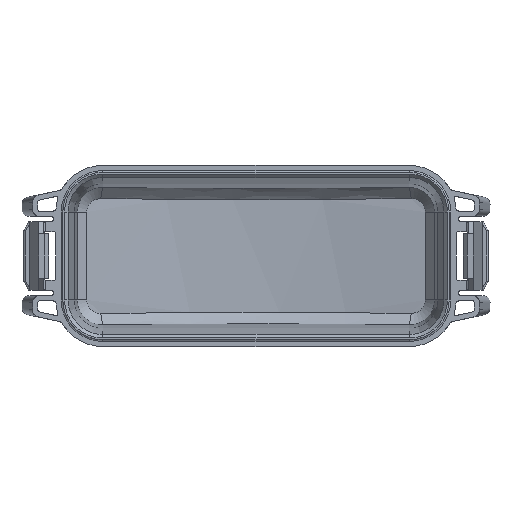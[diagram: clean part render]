
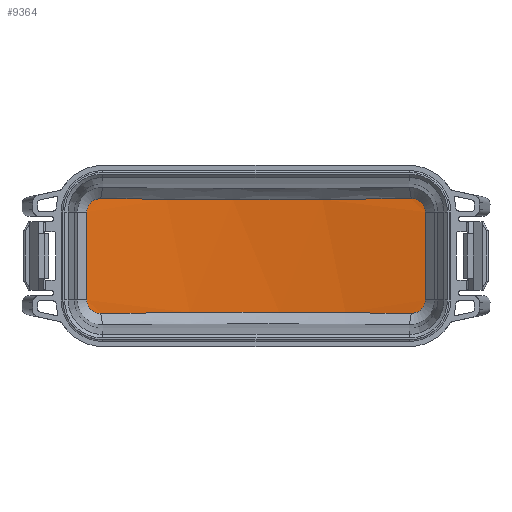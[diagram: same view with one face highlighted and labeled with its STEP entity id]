
A CAD part, front view. The second image highlights one B-rep face of the part: STEP entity #9364.
In plain terms, the highlighted cylindrical face has radius 281.623 mm (diameter 563.246 mm), a partial arc.
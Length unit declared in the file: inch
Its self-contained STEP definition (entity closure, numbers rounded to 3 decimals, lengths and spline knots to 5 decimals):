
#737=CARTESIAN_POINT('',(1.77306,1.11716,-0.65573));
#738=CARTESIAN_POINT('',(1.78223,1.11567,-0.65587));
#739=CARTESIAN_POINT('',(1.80204,1.11243,-0.6544));
#740=CARTESIAN_POINT('',(1.83157,1.10753,-0.6465));
#741=CARTESIAN_POINT('',(1.8602,1.10269,-0.63216));
#742=CARTESIAN_POINT('',(1.88526,1.0984,-0.61236));
#743=CARTESIAN_POINT('',(1.90573,1.09484,-0.58793));
#744=CARTESIAN_POINT('',(1.92073,1.09221,-0.55989));
#745=CARTESIAN_POINT('',(1.92923,1.09071,-0.53076));
#746=CARTESIAN_POINT('',(1.93102,1.09039,-0.51112));
#747=CARTESIAN_POINT('',(1.93101,1.09039,-0.50197));
#749=CARTESIAN_POINT('',(-1.77306,1.11716,
-0.65573));
#750=CARTESIAN_POINT('',(-1.5795,1.14852,
-0.65302));
#751=CARTESIAN_POINT('',(-1.18806,1.20131,
-0.64845));
#752=CARTESIAN_POINT('',(-0.59616,1.24916,
-0.64432));
#753=CARTESIAN_POINT('',(0.00015,1.26519,
-0.64293));
#754=CARTESIAN_POINT('',(0.59646,1.24914,
-0.64432));
#755=CARTESIAN_POINT('',(1.18826,1.20128,-0.64846));
#756=CARTESIAN_POINT('',(1.5796,1.1485,-0.65302));
#757=CARTESIAN_POINT('',(1.77306,1.11716,-0.65573));
#759=CARTESIAN_POINT('',(-1.93101,1.09039,
-0.50197));
#760=CARTESIAN_POINT('',(-1.93102,1.09039,
-0.511));
#761=CARTESIAN_POINT('',(-1.92926,1.0907,
-0.53052));
#762=CARTESIAN_POINT('',(-1.92086,1.09219,
-0.55955));
#763=CARTESIAN_POINT('',(-1.90593,1.09481,
-0.58762));
#764=CARTESIAN_POINT('',(-1.88553,1.09835,
-0.6121));
#765=CARTESIAN_POINT('',(-1.8605,1.10264,
-0.63196));
#766=CARTESIAN_POINT('',(-1.83191,1.10747,
-0.64637));
#767=CARTESIAN_POINT('',(-1.80228,1.11239,
-0.65437));
#768=CARTESIAN_POINT('',(-1.78235,1.11565,
-0.65587));
#769=CARTESIAN_POINT('',(-1.77306,1.11716,
-0.65573));
#771=DIRECTION('',(0.,0.,-1.));
#772=VECTOR('',#771,1.00394);
#773=CARTESIAN_POINT('',(-1.93101,1.09039,0.50197));
#774=LINE('',#773,#772);
#775=CARTESIAN_POINT('',(-1.77306,1.11716,0.65573));
#776=CARTESIAN_POINT('',(-1.78223,1.11567,0.65587));
#777=CARTESIAN_POINT('',(-1.80204,1.11243,0.6544));
#778=CARTESIAN_POINT('',(-1.83157,1.10753,0.6465));
#779=CARTESIAN_POINT('',(-1.8602,1.10269,0.63216));
#780=CARTESIAN_POINT('',(-1.88526,1.0984,0.61236));
#781=CARTESIAN_POINT('',(-1.90573,1.09484,0.58793));
#782=CARTESIAN_POINT('',(-1.92073,1.09221,0.55989));
#783=CARTESIAN_POINT('',(-1.92923,1.09071,0.53076));
#784=CARTESIAN_POINT('',(-1.93102,1.09039,0.51112));
#785=CARTESIAN_POINT('',(-1.93101,1.09039,0.50197));
#787=CARTESIAN_POINT('',(1.77306,1.11716,0.65573));
#788=CARTESIAN_POINT('',(1.5795,1.14852,0.65302));
#789=CARTESIAN_POINT('',(1.18806,1.20131,0.64845));
#790=CARTESIAN_POINT('',(0.59616,1.24916,0.64432));
#791=CARTESIAN_POINT('',(-0.00015,1.26519,
0.64293));
#792=CARTESIAN_POINT('',(-0.59646,1.24914,
0.64432));
#793=CARTESIAN_POINT('',(-1.18826,1.20128,0.64846));
#794=CARTESIAN_POINT('',(-1.5796,1.1485,0.65302));
#795=CARTESIAN_POINT('',(-1.77306,1.11716,0.65573));
#797=CARTESIAN_POINT('',(1.93101,1.09039,0.50197));
#798=CARTESIAN_POINT('',(1.93102,1.09039,0.511));
#799=CARTESIAN_POINT('',(1.92926,1.0907,0.53052));
#800=CARTESIAN_POINT('',(1.92086,1.09219,0.55955));
#801=CARTESIAN_POINT('',(1.90593,1.09481,0.58762));
#802=CARTESIAN_POINT('',(1.88553,1.09835,0.6121));
#803=CARTESIAN_POINT('',(1.8605,1.10264,0.63196));
#804=CARTESIAN_POINT('',(1.83191,1.10747,0.64637));
#805=CARTESIAN_POINT('',(1.80228,1.11239,0.65437));
#806=CARTESIAN_POINT('',(1.78235,1.11565,0.65587));
#807=CARTESIAN_POINT('',(1.77306,1.11716,0.65573));
#809=DIRECTION('',(0.,0.,1.));
#810=VECTOR('',#809,1.00394);
#811=CARTESIAN_POINT('',(1.93101,1.09039,-0.50197));
#812=LINE('',#811,#810);
#7027=VERTEX_POINT('',#737);
#7028=VERTEX_POINT('',#747);
#7031=CARTESIAN_POINT('',(1.93101,1.09039,0.50197));
#7032=VERTEX_POINT('',#7031);
#7034=VERTEX_POINT('',#807);
#7036=VERTEX_POINT('',#795);
#7038=VERTEX_POINT('',#785);
#7041=CARTESIAN_POINT('',(-1.93101,1.09039,
-0.50197));
#7042=VERTEX_POINT('',#7041);
#7044=VERTEX_POINT('',#769);
#9349=CARTESIAN_POINT('',(0.,-9.82768,-0.83826));
#9350=DIRECTION('',(0.,0.,1.));
#9351=DIRECTION('',(1.,0.,0.));
#9352=AXIS2_PLACEMENT_3D('',#9349,#9350,#9351);
#9353=CYLINDRICAL_SURFACE('',#9352,11.08753);
#9354=ORIENTED_EDGE('',*,*,#9277,.F.);
#9355=ORIENTED_EDGE('',*,*,#9331,.F.);
#9356=ORIENTED_EDGE('',*,*,#8948,.F.);
#9357=ORIENTED_EDGE('',*,*,#8964,.F.);
#9358=ORIENTED_EDGE('',*,*,#9045,.F.);
#9359=ORIENTED_EDGE('',*,*,#9100,.F.);
#9360=ORIENTED_EDGE('',*,*,#9181,.F.);
#9361=ORIENTED_EDGE('',*,*,#9196,.F.);
#9362=EDGE_LOOP('',(#9354,#9355,#9356,#9357,#9358,#9359,#9360,#9361));
#9363=FACE_OUTER_BOUND('',#9362,.F.);
#748=B_SPLINE_CURVE_WITH_KNOTS('',3,(#737,#738,#739,#740,#741,#742,#743,#744,
#745,#746,#747),.UNSPECIFIED.,.F.,.F.,(4,1,1,1,1,1,1,1,4),(0.,
0.11154,0.24082,0.37011,0.4994,
0.62868,0.75797,0.88725,1.),.UNSPECIFIED.);
#758=B_SPLINE_CURVE_WITH_KNOTS('',3,(#749,#750,#751,#752,#753,#754,#755,#756,
#757),.UNSPECIFIED.,.F.,.F.,(4,1,1,1,1,1,4),(0.,0.16517,
0.33261,0.50004,0.66748,0.83492,1.),
.UNSPECIFIED.);
#770=B_SPLINE_CURVE_WITH_KNOTS('',3,(#759,#760,#761,#762,#763,#764,#765,#766,
#767,#768,#769),.UNSPECIFIED.,.F.,.F.,(4,1,1,1,1,1,1,1,4),(0.,
0.11126,0.24055,0.36984,0.49913,
0.62841,0.7577,0.88699,1.),.UNSPECIFIED.);
#786=B_SPLINE_CURVE_WITH_KNOTS('',3,(#775,#776,#777,#778,#779,#780,#781,#782,
#783,#784,#785),.UNSPECIFIED.,.F.,.F.,(4,1,1,1,1,1,1,1,4),(0.,
0.11154,0.24082,0.37011,0.4994,
0.62868,0.75797,0.88725,1.),.UNSPECIFIED.);
#796=B_SPLINE_CURVE_WITH_KNOTS('',3,(#787,#788,#789,#790,#791,#792,#793,#794,
#795),.UNSPECIFIED.,.F.,.F.,(4,1,1,1,1,1,4),(0.,0.16517,
0.33261,0.50004,0.66748,0.83492,1.),
.UNSPECIFIED.);
#808=B_SPLINE_CURVE_WITH_KNOTS('',3,(#797,#798,#799,#800,#801,#802,#803,#804,
#805,#806,#807),.UNSPECIFIED.,.F.,.F.,(4,1,1,1,1,1,1,1,4),(0.,
0.11126,0.24055,0.36984,0.49913,
0.62841,0.7577,0.88699,1.),.UNSPECIFIED.);
#8948=EDGE_CURVE('',#7042,#7044,#770,.T.);
#8964=EDGE_CURVE('',#7038,#7042,#774,.T.);
#9045=EDGE_CURVE('',#7036,#7038,#786,.T.);
#9100=EDGE_CURVE('',#7034,#7036,#796,.T.);
#9181=EDGE_CURVE('',#7032,#7034,#808,.T.);
#9196=EDGE_CURVE('',#7028,#7032,#812,.T.);
#9277=EDGE_CURVE('',#7027,#7028,#748,.T.);
#9331=EDGE_CURVE('',#7044,#7027,#758,.T.);
#9364=ADVANCED_FACE('',(#9363),#9353,.F.);
